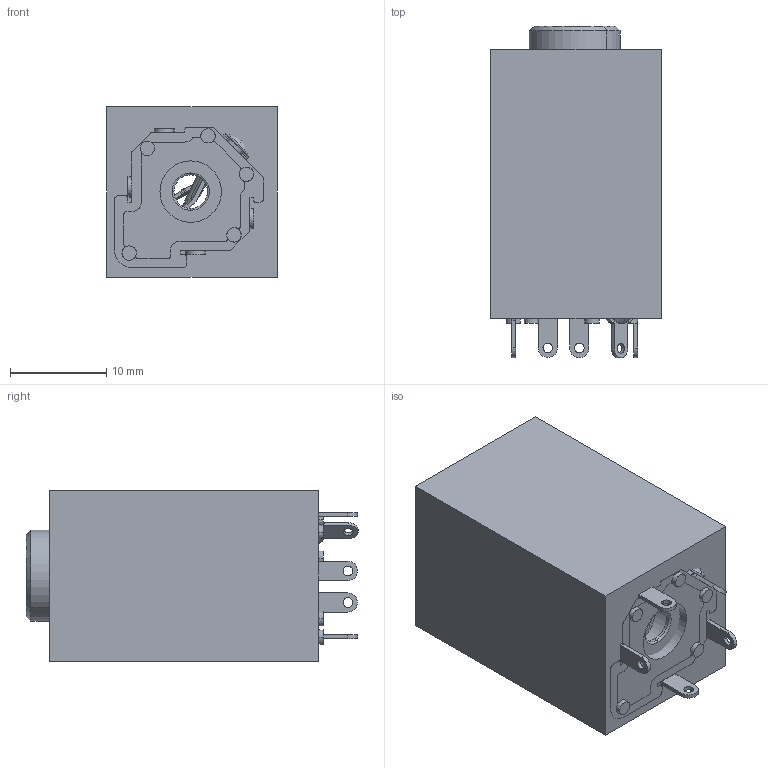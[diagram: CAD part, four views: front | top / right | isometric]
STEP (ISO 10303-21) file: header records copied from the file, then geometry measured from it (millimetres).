
FILE_DESCRIPTION((''),'2;1');
FILE_NAME('RJ5VI-S_ASM','2021-03-19T',('yuj'),(''),'PRO/ENGINEER BY PARAMETRIC TECHNOLOGY CORPORATION, 2013040','PRO/ENGINEER BY PARAMETRIC TECHNOLOGY CORPORATION, 2013040','');
FILE_SCHEMA(('CONFIG_CONTROL_DESIGN'));
Length unit declared in the file: millimetre
Products named in the file (1): RJ5VI-S_ASM
Bounding box: 17.74 x 34.55 x 17.74 mm (x, y, z)
Volume: 7825 mm3; surface area: 5906.6 mm2
Topology: 1 solids, 7 shells, 951 faces, 2333 edges, 1389 vertices
Faces by surface type: cylinder 358, plane 308, sphere 100, bspline 82, cone 53, torus 50
Entity records: 32042 total; most frequent: CARTESIAN_POINT 10725, ORIENTED_EDGE 4642, DIRECTION 4142, EDGE_CURVE 2329, AXIS2_PLACEMENT_3D 1524, VERTEX_POINT 1389, VECTOR 1094, LINE 1094
